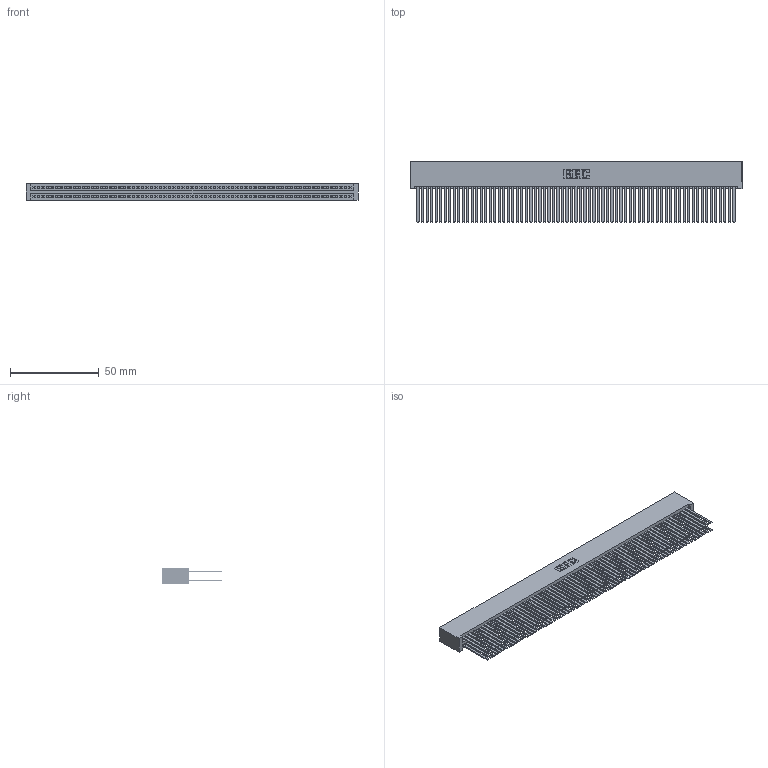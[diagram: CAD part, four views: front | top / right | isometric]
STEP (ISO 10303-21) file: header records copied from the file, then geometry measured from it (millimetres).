
FILE_DESCRIPTION (( 'STEP AP203' ), '1' );
FILE_NAME ('395-142-544-201.STEP', '2018-12-06T03:15:38', ( '' ), ( '' ), 'SwSTEP 2.0', 'SolidWorks 2016', '' );
FILE_SCHEMA (( 'CONFIG_CONTROL_DESIGN' ));
Length unit declared in the file: inch
Products named in the file (3): 345-292-001_345-293-144; 345 Part_No Mounting Lugs; 395-142-544-201
Assembly tree (143 placements, depth 2):
  395-142-544-201
    345 Part_No Mounting Lugs
    345-292-001_345-293-144  x142
Bounding box: 186.94 x 33.96 x 9.4 mm (x, y, z)
Volume: 21035.6 mm3; surface area: 37793.3 mm2
Topology: 143 solids, 143 shells, 6366 faces, 18919 edges, 12422 vertices
Faces by surface type: plane 4194, cylinder 2172
Entity records: 51343 total; most frequent: CARTESIAN_POINT 8576, ORIENTED_EDGE 8510, DIRECTION 7519, EDGE_CURVE 4255, LINE 3851, VECTOR 3851, VERTEX_POINT 2834, AXIS2_PLACEMENT_3D 1834
